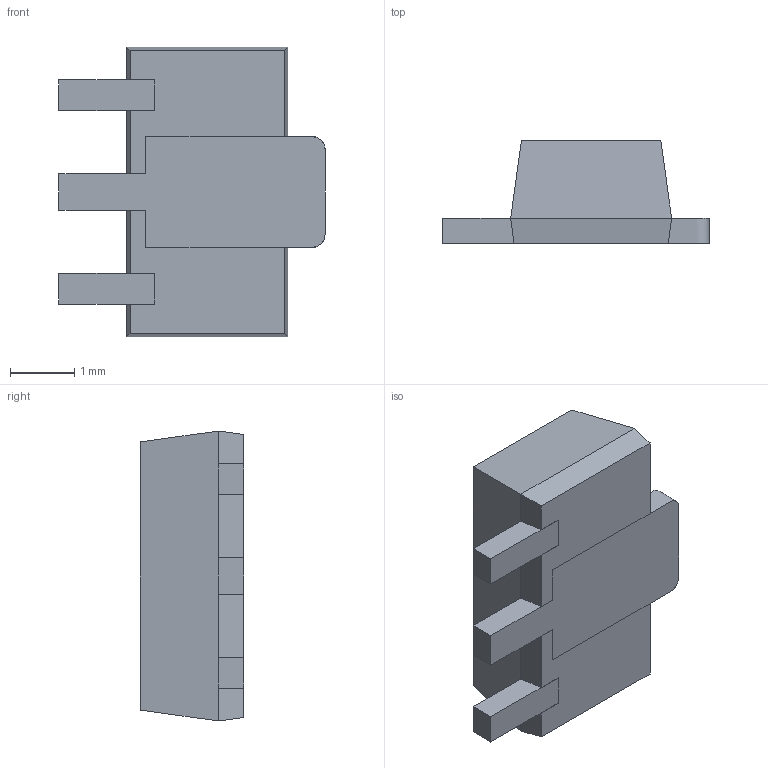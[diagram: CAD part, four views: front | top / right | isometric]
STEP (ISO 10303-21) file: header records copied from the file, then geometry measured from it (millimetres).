
FILE_DESCRIPTION (( 'STEP AP214' ), '1' );
FILE_NAME ('2DD1664R-13.STEP', '2023-05-20T17:54:22', ( '' ), ( '' ), 'SwSTEP 2.0', 'SolidWorks 2021', '' );
FILE_SCHEMA (( 'AUTOMOTIVE_DESIGN' ));
Length unit declared in the file: millimetre
Products named in the file (1): 2DD1664R-13
Bounding box: 4.13 x 1.6 x 4.5 mm (x, y, z)
Volume: 17.5 mm3; surface area: 64.8 mm2
Topology: 4 solids, 4 shells, 60 faces, 156 edges, 104 vertices
Faces by surface type: plane 56, bspline 4
Entity records: 2101 total; most frequent: CARTESIAN_POINT 603, ORIENTED_EDGE 312, DIRECTION 256, EDGE_CURVE 156, VECTOR 138, LINE 138, VERTEX_POINT 104, ADVANCED_FACE 60
